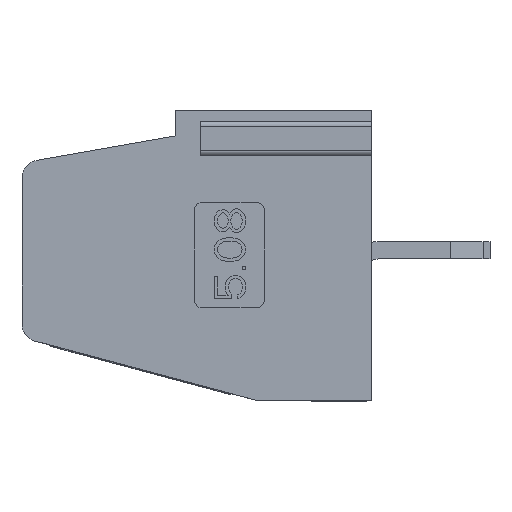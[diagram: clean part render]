
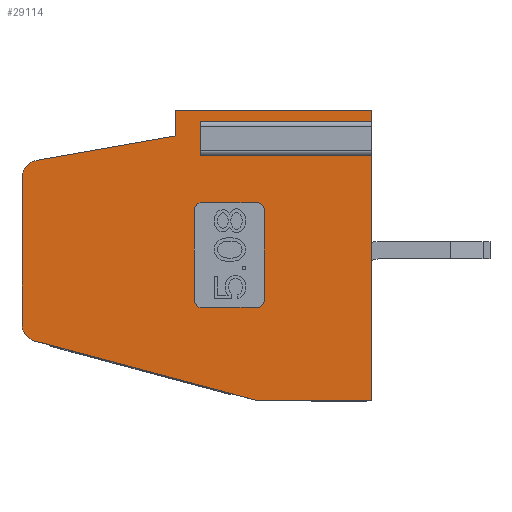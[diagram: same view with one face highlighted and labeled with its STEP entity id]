
A CAD part, left-side view. The second image highlights one B-rep face of the part: STEP entity #29114.
In plain terms, the highlighted planar face has unit normal (-1, 0, 0).
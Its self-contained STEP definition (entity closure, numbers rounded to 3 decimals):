
#2=DIRECTION('',(0.,0.,1.));
#3=VECTOR('',#2,0.908);
#4=CARTESIAN_POINT('',(0.,4.9,-1.254));
#5=LINE('',#4,#3);
#6=DIRECTION('',(0.,1.,0.));
#7=VECTOR('',#6,4.9);
#8=CARTESIAN_POINT('',(0.,0.,-1.254));
#9=LINE('',#8,#7);
#10=DIRECTION('',(0.,0.,-1.));
#11=VECTOR('',#10,7.046);
#12=CARTESIAN_POINT('',(0.,0.,-1.254));
#13=LINE('',#12,#11);
#14=DIRECTION('',(0.,1.,0.));
#15=VECTOR('',#14,3.282);
#16=CARTESIAN_POINT('',(0.,0.,-8.3));
#17=LINE('',#16,#15);
#18=DIRECTION('',(0.,0.966,0.259));
#19=VECTOR('',#18,6.571);
#20=CARTESIAN_POINT('',(0.,3.282,-8.3));
#21=LINE('',#20,#19);
#22=DIRECTION('',(0.,0.,1.));
#23=VECTOR('',#22,4.197);
#24=CARTESIAN_POINT('',(0.,10.,-6.116));
#25=LINE('',#24,#23);
#26=DIRECTION('',(0.,-0.985,0.174));
#27=VECTOR('',#26,4.048);
#28=CARTESIAN_POINT('',(0.,9.587,-1.427));
#29=LINE('',#28,#27);
#30=DIRECTION('',(0.,0.,1.));
#31=VECTOR('',#30,0.724);
#32=CARTESIAN_POINT('',(0.,5.6,-0.724));
#33=LINE('',#32,#31);
#34=DIRECTION('',(0.,-1.,0.));
#35=VECTOR('',#34,5.6);
#36=CARTESIAN_POINT('',(0.,5.6,0.));
#37=LINE('',#36,#35);
#38=DIRECTION('',(0.,0.,-1.));
#39=VECTOR('',#38,0.346);
#40=CARTESIAN_POINT('',(0.,0.,0.));
#41=LINE('',#40,#39);
#42=DIRECTION('',(0.,1.,0.));
#43=VECTOR('',#42,4.9);
#44=CARTESIAN_POINT('',(0.,0.,-0.346));
#45=LINE('',#44,#43);
#46=CARTESIAN_POINT('',(0.,4.864,-5.438));
#47=DIRECTION('',(-1.,0.,0.));
#48=DIRECTION('',(0.,1.,0.));
#49=AXIS2_PLACEMENT_3D('',#46,#47,#48);
#51=DIRECTION('',(0.,-1.,0.));
#52=VECTOR('',#51,1.6);
#53=CARTESIAN_POINT('',(0.,4.864,-5.638));
#54=LINE('',#53,#52);
#55=CARTESIAN_POINT('',(0.,3.264,-5.438));
#56=DIRECTION('',(-1.,0.,0.));
#57=DIRECTION('',(0.,0.,-1.));
#58=AXIS2_PLACEMENT_3D('',#55,#56,#57);
#60=DIRECTION('',(0.,0.,1.));
#61=VECTOR('',#60,2.6);
#62=CARTESIAN_POINT('',(0.,3.064,-5.438));
#63=LINE('',#62,#61);
#64=CARTESIAN_POINT('',(0.,3.264,-2.838));
#65=DIRECTION('',(-1.,0.,0.));
#66=DIRECTION('',(0.,-1.,0.));
#67=AXIS2_PLACEMENT_3D('',#64,#65,#66);
#69=DIRECTION('',(0.,1.,0.));
#70=VECTOR('',#69,1.6);
#71=CARTESIAN_POINT('',(0.,3.264,-2.638));
#72=LINE('',#71,#70);
#73=CARTESIAN_POINT('',(0.,4.864,-2.838));
#74=DIRECTION('',(-1.,0.,0.));
#75=DIRECTION('',(0.,0.,1.));
#76=AXIS2_PLACEMENT_3D('',#73,#74,#75);
#78=DIRECTION('',(0.,0.,-1.));
#79=VECTOR('',#78,2.6);
#80=CARTESIAN_POINT('',(0.,5.064,-2.838));
#81=LINE('',#80,#79);
#467=CARTESIAN_POINT('',(0.,9.5,-1.92));
#468=DIRECTION('',(-1.,0.,0.));
#469=DIRECTION('',(0.,0.174,0.985));
#470=AXIS2_PLACEMENT_3D('',#467,#468,#469);
#526=CARTESIAN_POINT('',(0.,9.5,-6.116));
#527=DIRECTION('',(-1.,0.,0.));
#528=DIRECTION('',(0.,1.,0.));
#529=AXIS2_PLACEMENT_3D('',#526,#527,#528);
#24237=CARTESIAN_POINT('',(0.,0.,-8.3));
#24238=CARTESIAN_POINT('',(0.,3.282,-8.3));
#24239=VERTEX_POINT('',#24237);
#24240=VERTEX_POINT('',#24238);
#24241=CARTESIAN_POINT('',(0.,5.6,-0.724));
#24242=CARTESIAN_POINT('',(0.,5.6,0.));
#24243=VERTEX_POINT('',#24241);
#24244=VERTEX_POINT('',#24242);
#24245=CARTESIAN_POINT('',(0.,0.,0.));
#24246=VERTEX_POINT('',#24245);
#24331=CARTESIAN_POINT('',(0.,0.,-0.346));
#24332=VERTEX_POINT('',#24331);
#24333=CARTESIAN_POINT('',(0.,0.,-1.254));
#24334=VERTEX_POINT('',#24333);
#24335=CARTESIAN_POINT('',(0.,4.9,-0.346));
#24336=VERTEX_POINT('',#24335);
#24337=CARTESIAN_POINT('',(0.,4.9,-1.254));
#24338=VERTEX_POINT('',#24337);
#24371=CARTESIAN_POINT('',(0.,10.,-1.92));
#24373=VERTEX_POINT('',#24371);
#24375=CARTESIAN_POINT('',(0.,9.587,-1.427));
#24377=VERTEX_POINT('',#24375);
#24380=CARTESIAN_POINT('',(0.,10.,-6.116));
#24382=VERTEX_POINT('',#24380);
#24383=CARTESIAN_POINT('',(0.,9.629,-6.599));
#24384=VERTEX_POINT('',#24383);
#24593=CARTESIAN_POINT('',(0.,5.064,-5.438));
#24594=CARTESIAN_POINT('',(0.,4.864,-5.638));
#24595=VERTEX_POINT('',#24593);
#24596=VERTEX_POINT('',#24594);
#24597=CARTESIAN_POINT('',(0.,3.264,-5.638));
#24598=VERTEX_POINT('',#24597);
#24599=CARTESIAN_POINT('',(0.,3.064,-5.438));
#24600=VERTEX_POINT('',#24599);
#24601=CARTESIAN_POINT('',(0.,3.064,-2.838));
#24602=VERTEX_POINT('',#24601);
#24603=CARTESIAN_POINT('',(0.,3.264,-2.638));
#24604=VERTEX_POINT('',#24603);
#24605=CARTESIAN_POINT('',(0.,4.864,-2.638));
#24606=VERTEX_POINT('',#24605);
#24607=CARTESIAN_POINT('',(0.,5.064,-2.838));
#24608=VERTEX_POINT('',#24607);
#29063=CARTESIAN_POINT('',(0.,0.,0.));
#29064=DIRECTION('',(1.,0.,0.));
#29065=DIRECTION('',(0.,0.,-1.));
#29066=AXIS2_PLACEMENT_3D('',#29063,#29064,#29065);
#29067=PLANE('',#29066);
#29069=ORIENTED_EDGE('',*,*,#29068,.F.);
#29071=ORIENTED_EDGE('',*,*,#29070,.F.);
#29073=ORIENTED_EDGE('',*,*,#29072,.T.);
#29075=ORIENTED_EDGE('',*,*,#29074,.T.);
#29077=ORIENTED_EDGE('',*,*,#29076,.T.);
#29079=ORIENTED_EDGE('',*,*,#29078,.F.);
#29081=ORIENTED_EDGE('',*,*,#29080,.T.);
#29083=ORIENTED_EDGE('',*,*,#29082,.F.);
#29085=ORIENTED_EDGE('',*,*,#29084,.T.);
#29087=ORIENTED_EDGE('',*,*,#29086,.T.);
#29089=ORIENTED_EDGE('',*,*,#29088,.T.);
#29091=ORIENTED_EDGE('',*,*,#29090,.T.);
#29093=ORIENTED_EDGE('',*,*,#29092,.T.);
#29094=EDGE_LOOP('',(#29069,#29071,#29073,#29075,#29077,#29079,#29081,#29083,
#29085,#29087,#29089,#29091,#29093));
#29095=FACE_OUTER_BOUND('',#29094,.F.);
#29097=ORIENTED_EDGE('',*,*,#29096,.T.);
#29099=ORIENTED_EDGE('',*,*,#29098,.T.);
#29101=ORIENTED_EDGE('',*,*,#29100,.T.);
#29103=ORIENTED_EDGE('',*,*,#29102,.T.);
#29105=ORIENTED_EDGE('',*,*,#29104,.T.);
#29107=ORIENTED_EDGE('',*,*,#29106,.T.);
#29109=ORIENTED_EDGE('',*,*,#29108,.T.);
#29111=ORIENTED_EDGE('',*,*,#29110,.T.);
#29112=EDGE_LOOP('',(#29097,#29099,#29101,#29103,#29105,#29107,#29109,#29111));
#29113=FACE_BOUND('',#29112,.F.);
#29114=ADVANCED_FACE('',(#29095,#29113),#29067,.F.);
#50=CIRCLE('',#49,0.2);
#59=CIRCLE('',#58,0.2);
#68=CIRCLE('',#67,0.2);
#77=CIRCLE('',#76,0.2);
#471=CIRCLE('',#470,0.5);
#530=CIRCLE('',#529,0.5);
#29068=EDGE_CURVE('',#24338,#24336,#5,.T.);
#29070=EDGE_CURVE('',#24334,#24338,#9,.T.);
#29072=EDGE_CURVE('',#24334,#24239,#13,.T.);
#29074=EDGE_CURVE('',#24239,#24240,#17,.T.);
#29076=EDGE_CURVE('',#24240,#24384,#21,.T.);
#29078=EDGE_CURVE('',#24382,#24384,#530,.T.);
#29080=EDGE_CURVE('',#24382,#24373,#25,.T.);
#29082=EDGE_CURVE('',#24377,#24373,#471,.T.);
#29084=EDGE_CURVE('',#24377,#24243,#29,.T.);
#29086=EDGE_CURVE('',#24243,#24244,#33,.T.);
#29088=EDGE_CURVE('',#24244,#24246,#37,.T.);
#29090=EDGE_CURVE('',#24246,#24332,#41,.T.);
#29092=EDGE_CURVE('',#24332,#24336,#45,.T.);
#29096=EDGE_CURVE('',#24595,#24596,#50,.T.);
#29098=EDGE_CURVE('',#24596,#24598,#54,.T.);
#29100=EDGE_CURVE('',#24598,#24600,#59,.T.);
#29102=EDGE_CURVE('',#24600,#24602,#63,.T.);
#29104=EDGE_CURVE('',#24602,#24604,#68,.T.);
#29106=EDGE_CURVE('',#24604,#24606,#72,.T.);
#29108=EDGE_CURVE('',#24606,#24608,#77,.T.);
#29110=EDGE_CURVE('',#24608,#24595,#81,.T.);
